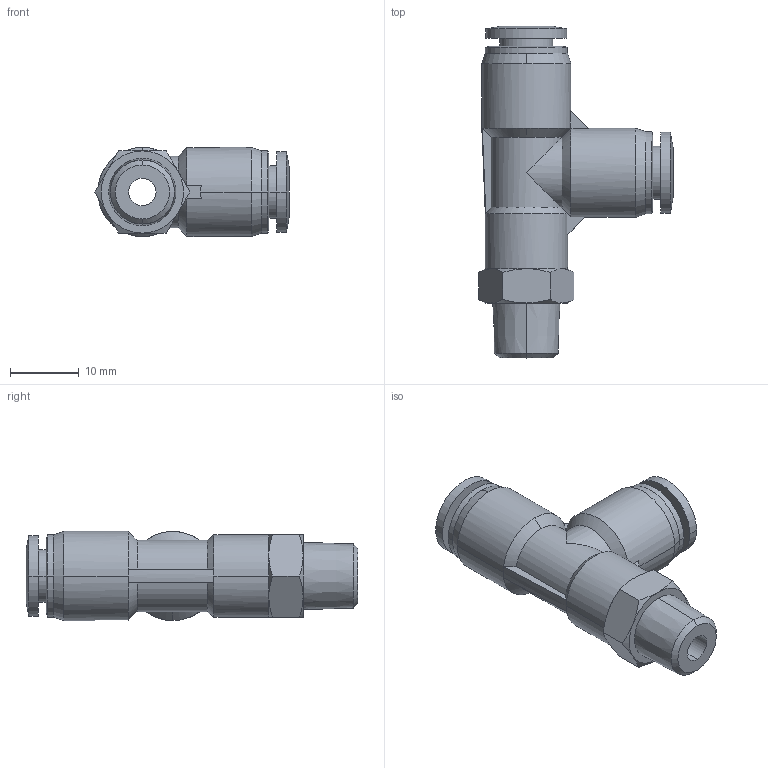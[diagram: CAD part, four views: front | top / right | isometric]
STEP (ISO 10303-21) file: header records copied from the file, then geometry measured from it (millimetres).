
FILE_DESCRIPTION (( 'STEP AP214' ), '1' );
FILE_NAME ('MRT6M-18R.step', '2016-02-24T20:43:05', ( '' ), ( '' ), 'SwSTEP 2.0', 'SolidWorks 2015', '' );
FILE_SCHEMA (( 'AUTOMOTIVE_DESIGN' ));
Length unit declared in the file: inch
Products named in the file (1): MRT6M-18R
Bounding box: 28.33 x 48.4 x 13 mm (x, y, z)
Volume: 5542.1 mm3; surface area: 3979.2 mm2
Topology: 1 solids, 1 shells, 97 faces, 243 edges, 154 vertices
Faces by surface type: cone 37, cylinder 31, plane 24, torus 4, bspline 1
Entity records: 4431 total; most frequent: CARTESIAN_POINT 849, ORIENTED_EDGE 486, DIRECTION 481, EDGE_CURVE 243, AXIS2_PLACEMENT_3D 203, VERTEX_POINT 154, EDGE_LOOP 107, CIRCLE 106
